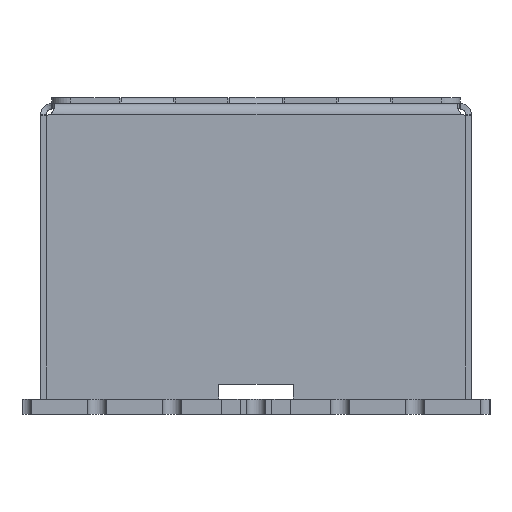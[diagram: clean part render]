
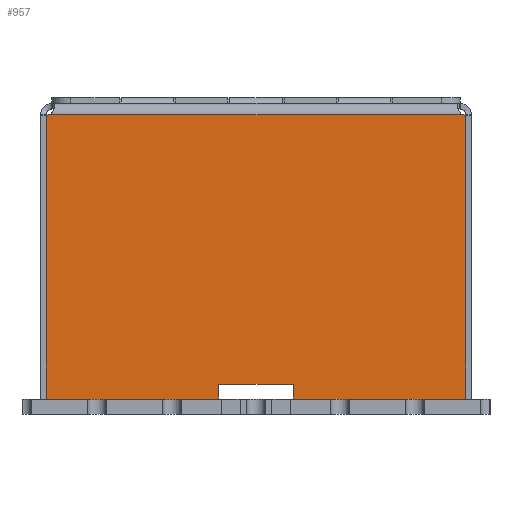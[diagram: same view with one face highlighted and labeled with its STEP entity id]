
A CAD part, left-side view. The second image highlights one B-rep face of the part: STEP entity #957.
In plain terms, the highlighted planar face has unit normal (-1, 0, 0).
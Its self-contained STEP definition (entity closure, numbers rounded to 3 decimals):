
#957=ADVANCED_FACE('',(#7727),#7729,.F.);
#7727=FACE_BOUND('',#7728,.T.);
#7728=EDGE_LOOP('',(#16348,#16349,#16350,#16351,#16352,#16353,#16354,#16355,#16356,
#16357));
#7729=PLANE('',#7730);
#7730=AXIS2_PLACEMENT_3D('',#7731,#7732,#7733);
#7731=CARTESIAN_POINT('',(-14.15,0.,16.613));
#7732=DIRECTION('',(1.,0.,0.));
#7733=DIRECTION('',(0.,0.,-1.));
#16348=ORIENTED_EDGE('',*,*,#19974,.T.);
#16349=ORIENTED_EDGE('',*,*,#20329,.F.);
#16350=ORIENTED_EDGE('',*,*,#20330,.F.);
#16351=ORIENTED_EDGE('',*,*,#20331,.F.);
#16352=ORIENTED_EDGE('',*,*,#20009,.T.);
#16353=ORIENTED_EDGE('',*,*,#20328,.F.);
#16354=ORIENTED_EDGE('',*,*,#20332,.T.);
#16355=ORIENTED_EDGE('',*,*,#20321,.F.);
#16356=ORIENTED_EDGE('',*,*,#20333,.F.);
#16357=ORIENTED_EDGE('',*,*,#20334,.T.);
#19974=EDGE_CURVE('',#22168,#22169,#22170,.T.);
#20009=EDGE_CURVE('',#22233,#22230,#22234,.T.);
#20321=EDGE_CURVE('',#22778,#22780,#22781,.T.);
#20328=EDGE_CURVE('',#22790,#22230,#22792,.T.);
#20329=EDGE_CURVE('',#22793,#22169,#22794,.T.);
#20330=EDGE_CURVE('',#22795,#22793,#22796,.T.);
#20331=EDGE_CURVE('',#22233,#22795,#22797,.T.);
#20332=EDGE_CURVE('',#22790,#22780,#22798,.T.);
#20333=EDGE_CURVE('',#22799,#22778,#22800,.T.);
#20334=EDGE_CURVE('',#22799,#22168,#22801,.T.);
#22168=VERTEX_POINT('',#25863);
#22169=VERTEX_POINT('',#25864);
#22170=LINE('',#25865,#25866);
#22230=VERTEX_POINT('',#26002);
#22233=VERTEX_POINT('',#26007);
#22234=LINE('',#26008,#26009);
#22778=VERTEX_POINT('',#27210);
#22780=VERTEX_POINT('',#27231);
#22781=LINE('',#27232,#27233);
#22790=VERTEX_POINT('',#27300);
#22792=LINE('',#27304,#27305);
#22793=VERTEX_POINT('',#27307);
#22794=LINE('',#27308,#27309);
#22795=VERTEX_POINT('',#27311);
#22796=LINE('',#27312,#27313);
#22797=LINE('',#27315,#27316);
#22798=CIRCLE('',#27318,0.45);
#22799=VERTEX_POINT('',#27322);
#22800=CIRCLE('',#27323,0.45);
#22801=LINE('',#27327,#27328);
#25863=CARTESIAN_POINT('',(-14.15,11.199,0.813));
#25864=CARTESIAN_POINT('',(-14.15,2.,0.813));
#25865=CARTESIAN_POINT('',(-14.15,11.199,0.813));
#25866=VECTOR('',#25867,1.);
#25867=DIRECTION('',(0.,-1.,0.));
#26002=CARTESIAN_POINT('',(-14.15,-11.199,0.813));
#26007=CARTESIAN_POINT('',(-14.15,-2.,0.813));
#26008=CARTESIAN_POINT('',(-14.15,-2.,0.813));
#26009=VECTOR('',#26010,1.);
#26010=DIRECTION('',(0.,-1.,0.));
#27210=CARTESIAN_POINT('',(-14.15,11.009,16.013));
#27231=CARTESIAN_POINT('',(-14.15,-11.009,16.013));
#27232=CARTESIAN_POINT('',(-14.15,11.009,16.013));
#27233=VECTOR('',#27234,1.);
#27234=DIRECTION('',(0.,-1.,0.));
#27300=CARTESIAN_POINT('',(-14.15,-11.199,15.971));
#27304=CARTESIAN_POINT('',(-14.15,-11.199,15.971));
#27305=VECTOR('',#27306,1.);
#27306=DIRECTION('',(0.,0.,-1.));
#27307=CARTESIAN_POINT('',(-14.15,2.,1.613));
#27308=CARTESIAN_POINT('',(-14.15,2.,1.613));
#27309=VECTOR('',#27310,1.);
#27310=DIRECTION('',(0.,0.,-1.));
#27311=CARTESIAN_POINT('',(-14.15,-2.,1.613));
#27312=CARTESIAN_POINT('',(-14.15,-2.,1.613));
#27313=VECTOR('',#27314,1.);
#27314=DIRECTION('',(0.,1.,0.));
#27315=CARTESIAN_POINT('',(-14.15,-2.,0.813));
#27316=VECTOR('',#27317,1.);
#27317=DIRECTION('',(0.,0.,1.));
#27318=AXIS2_PLACEMENT_3D('',#27319,#27320,#27321);
#27319=CARTESIAN_POINT('',(-14.15,-11.199,16.421));
#27320=DIRECTION('',(1.,0.,0.));
#27321=DIRECTION('',(0.,0.,-1.));
#27322=CARTESIAN_POINT('',(-14.15,11.199,15.971));
#27323=AXIS2_PLACEMENT_3D('',#27324,#27325,#27326);
#27324=CARTESIAN_POINT('',(-14.15,11.199,16.421));
#27325=DIRECTION('',(-1.,0.,0.));
#27326=DIRECTION('',(0.,0.,-1.));
#27327=CARTESIAN_POINT('',(-14.15,11.199,15.971));
#27328=VECTOR('',#27329,1.);
#27329=DIRECTION('',(0.,0.,-1.));
